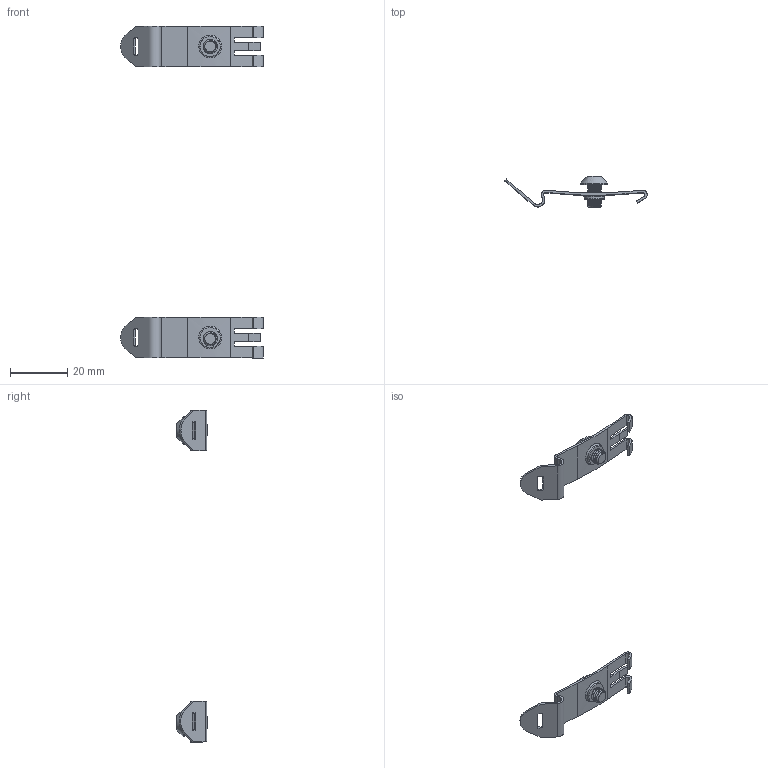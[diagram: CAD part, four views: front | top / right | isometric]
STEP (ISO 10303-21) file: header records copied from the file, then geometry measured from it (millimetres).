
FILE_DESCRIPTION (( 'STEP AP214' ), '1' );
FILE_NAME ('L2R-DR1.STEP', '2020-01-16T16:39:14', ( '' ), ( '' ), 'SwSTEP 2.0', 'SolidWorks 2017', '' );
FILE_SCHEMA (( 'AUTOMOTIVE_DESIGN' ));
Length unit declared in the file: inch
Products named in the file (1): L2R-DR1
Bounding box: 49.69 x 10.75 x 115.9 mm (x, y, z)
Volume: 1767.5 mm3; surface area: 4257.6 mm2
Topology: 4 solids, 4 shells, 282 faces, 784 edges, 518 vertices
Faces by surface type: cylinder 166, plane 80, cone 22, bspline 14
Entity records: 14309 total; most frequent: CARTESIAN_POINT 6769, ORIENTED_EDGE 1568, DIRECTION 1228, EDGE_CURVE 784, VERTEX_POINT 518, AXIS2_PLACEMENT_3D 437, VECTOR 354, LINE 354
